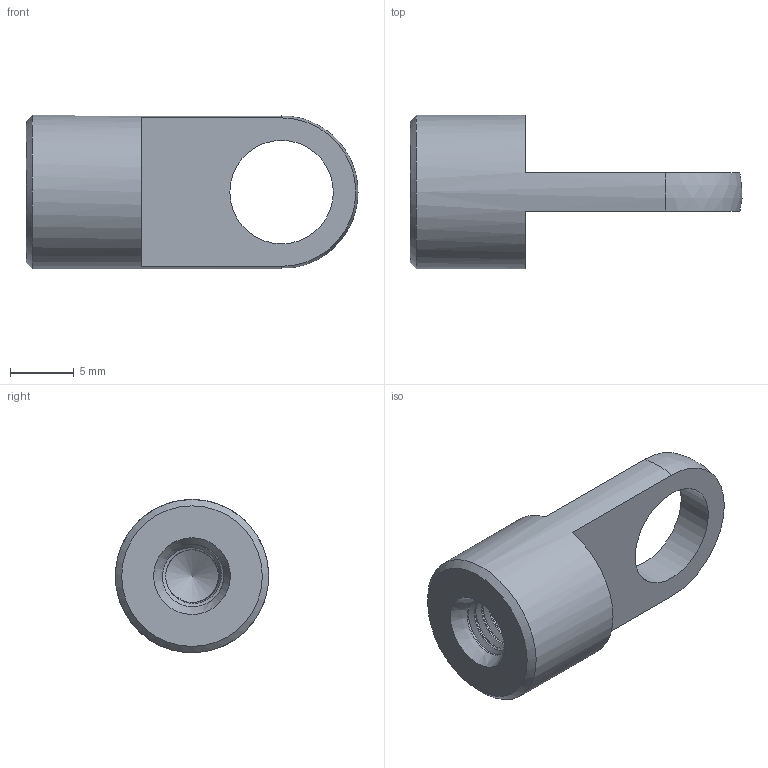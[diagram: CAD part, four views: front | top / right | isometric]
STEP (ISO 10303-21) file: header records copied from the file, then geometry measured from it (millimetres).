
FILE_DESCRIPTION(/* description */ (''),/* implementation_level */ '2;1');
FILE_NAME(/* name */ 'AS20_8.1.stp',/* time_stamp */ '2024-04-16T14:12:15+03:00',/* author */ (''),/* organization */ (''),/* preprocessor_version */ 'ST-DEVELOPER v16',/* originating_system */ 'SIEMENS PLM Software NX 11.0',/* authorisation */ '');
FILE_SCHEMA (('AUTOMOTIVE_DESIGN { 1 0 10303 214 3 1 1 1 }'));
Length unit declared in the file: millimetre
Products named in the file (1): AR16_stp
Bounding box: 25.98 x 12 x 11.98 mm (x, y, z)
Volume: 1273 mm3; surface area: 1141.1 mm2
Topology: 1 solids, 1 shells, 18 faces, 49 edges, 33 vertices
Faces by surface type: plane 6, cone 4, cylinder 4, bspline 3, sphere 1
Full cylindrical faces by diameter (mm): 8.1 x1, 12 x1
Entity records: 3032 total; most frequent: CARTESIAN_POINT 2641, ORIENTED_EDGE 72, DIRECTION 69, EDGE_CURVE 36, AXIS2_PLACEMENT_3D 30, VERTEX_POINT 27, EDGE_LOOP 24, ADVANCED_FACE 17
